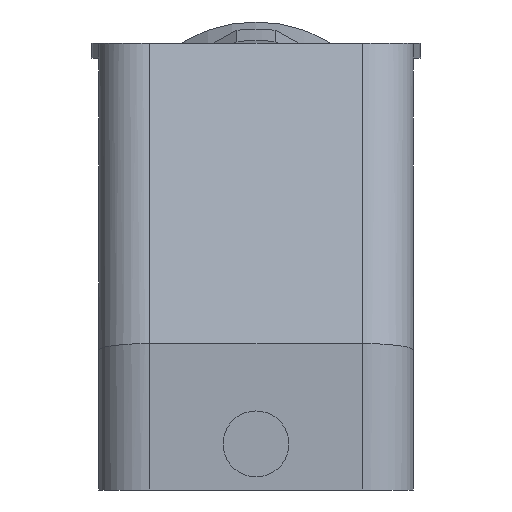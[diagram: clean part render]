
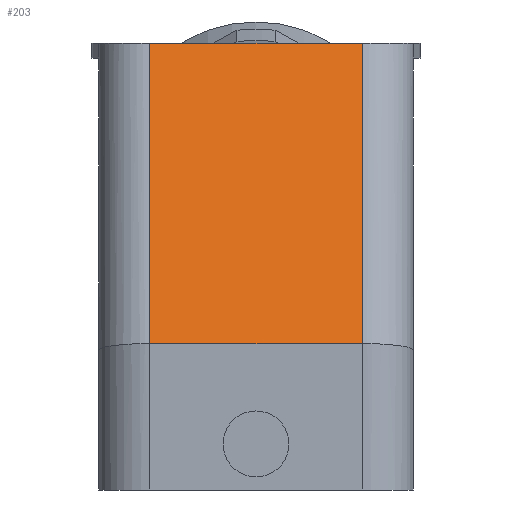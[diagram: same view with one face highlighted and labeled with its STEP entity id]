
A CAD part, left-side view. The second image highlights one B-rep face of the part: STEP entity #203.
In plain terms, the highlighted planar face has unit normal (-0.966, 0, 0.259).
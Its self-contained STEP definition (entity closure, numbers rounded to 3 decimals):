
#203 = ADVANCED_FACE( '', ( #564 ), #565, .T. );
#564 = FACE_OUTER_BOUND( '', #1106, .T. );
#565 = PLANE( '', #1107 );
#1106 = EDGE_LOOP( '', ( #1680, #1681, #1682, #1683 ) );
#1107 = AXIS2_PLACEMENT_3D( '', #1684, #1685, #1686 );
#1680 = ORIENTED_EDGE( '', *, *, #3238, .T. );
#1681 = ORIENTED_EDGE( '', *, *, #3239, .T. );
#1682 = ORIENTED_EDGE( '', *, *, #3240, .F. );
#1683 = ORIENTED_EDGE( '', *, *, #3241, .F. );
#1684 = CARTESIAN_POINT( '', ( -46.65, -21.5, 20. ) );
#1685 = DIRECTION( '', ( -0.966, 0., 0.259 ) );
#1686 = DIRECTION( '', ( 0.259, 0., 0.966 ) );
#3238 = EDGE_CURVE( '', #3845, #3846, #3847, .T. );
#3239 = EDGE_CURVE( '', #3846, #3848, #3849, .T. );
#3240 = EDGE_CURVE( '', #3850, #3848, #3851, .T. );
#3241 = EDGE_CURVE( '', #3845, #3850, #3852, .T. );
#3845 = VERTEX_POINT( '', #4720 );
#3846 = VERTEX_POINT( '', #4721 );
#3847 = LINE( '', #4722, #4723 );
#3848 = VERTEX_POINT( '', #4724 );
#3849 = LINE( '', #4725, #4726 );
#3850 = VERTEX_POINT( '', #4727 );
#3851 = LINE( '', #4728, #4729 );
#3852 = LINE( '', #4730, #4731 );
#4720 = CARTESIAN_POINT( '', ( -46.65, 14.5, 20. ) );
#4721 = CARTESIAN_POINT( '', ( -46.65, -14.5, 20. ) );
#4722 = CARTESIAN_POINT( '', ( -46.65, 0., 20. ) );
#4723 = VECTOR( '', #6096, 1000. );
#4724 = CARTESIAN_POINT( '', ( -35.664, -14.5, 61. ) );
#4725 = CARTESIAN_POINT( '', ( -35.664, -14.5, 61. ) );
#4726 = VECTOR( '', #6097, 1000. );
#4727 = CARTESIAN_POINT( '', ( -35.664, 14.5, 61. ) );
#4728 = CARTESIAN_POINT( '', ( -35.664, 0., 61. ) );
#4729 = VECTOR( '', #6098, 1000. );
#4730 = CARTESIAN_POINT( '', ( -35.664, 14.5, 61. ) );
#4731 = VECTOR( '', #6099, 1000. );
#6096 = DIRECTION( '', ( 0., -1., 0. ) );
#6097 = DIRECTION( '', ( 0.259, 0., 0.966 ) );
#6098 = DIRECTION( '', ( 0., -1., 0. ) );
#6099 = DIRECTION( '', ( 0.259, 0., 0.966 ) );
